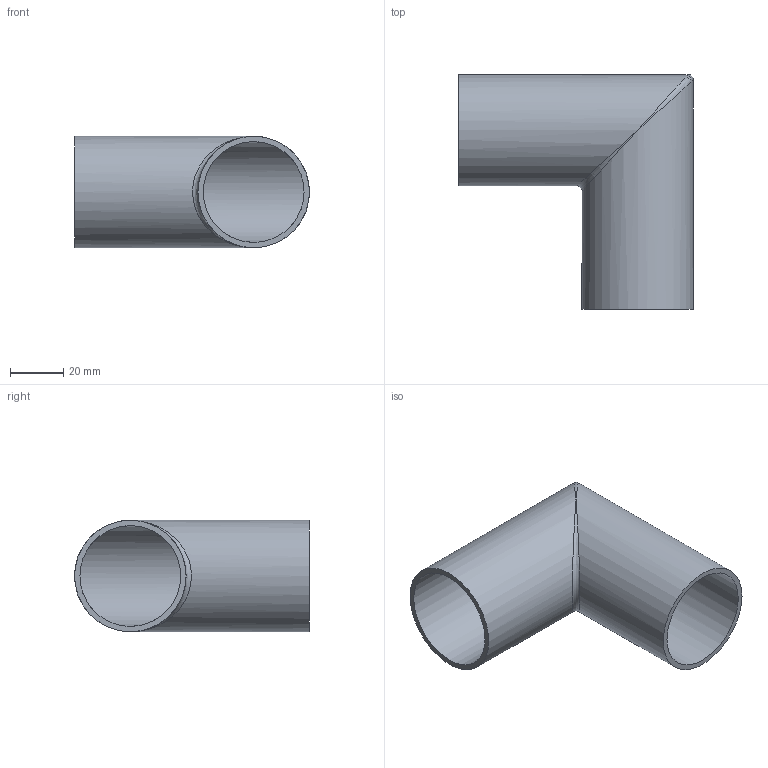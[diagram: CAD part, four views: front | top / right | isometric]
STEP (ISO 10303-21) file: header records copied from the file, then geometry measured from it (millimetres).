
FILE_DESCRIPTION(/* description */ ('Unknown'),/* implementation_level */ '2;1');
FILE_NAME(/* name */ 'Eckbogen_90_Drad_X81',/* time_stamp */ '2017-05-16T11:22:02+02:00',/* author */ ('Unknown'),/* organization */ ('Unknown'),/* preprocessor_version */ 'ST-DEVELOPER v16',/* originating_system */ 'DEX',/* authorisation */ $);
FILE_SCHEMA (('AUTOMOTIVE_DESIGN {1 0 10303 214 3 1 1}'));
Length unit declared in the file: millimetre
Products named in the file (1): Eckbogen_90_Drad_X81
Bounding box: 88.5 x 88.5 x 42 mm (x, y, z)
Volume: 33929.1 mm3; surface area: 34386.4 mm2
Topology: 1 solids, 1 shells, 8 faces, 21 edges, 11 vertices
Faces by surface type: cylinder 4, plane 2, bspline 2
Full cylindrical faces by diameter (mm): 38 x2, 42 x2
Entity records: 342 total; most frequent: CARTESIAN_POINT 173, DIRECTION 32, ORIENTED_EDGE 18, AXIS2_PLACEMENT_3D 16, EDGE_LOOP 14, FACE_BOUND 14, EDGE_CURVE 9, ADVANCED_FACE 8
